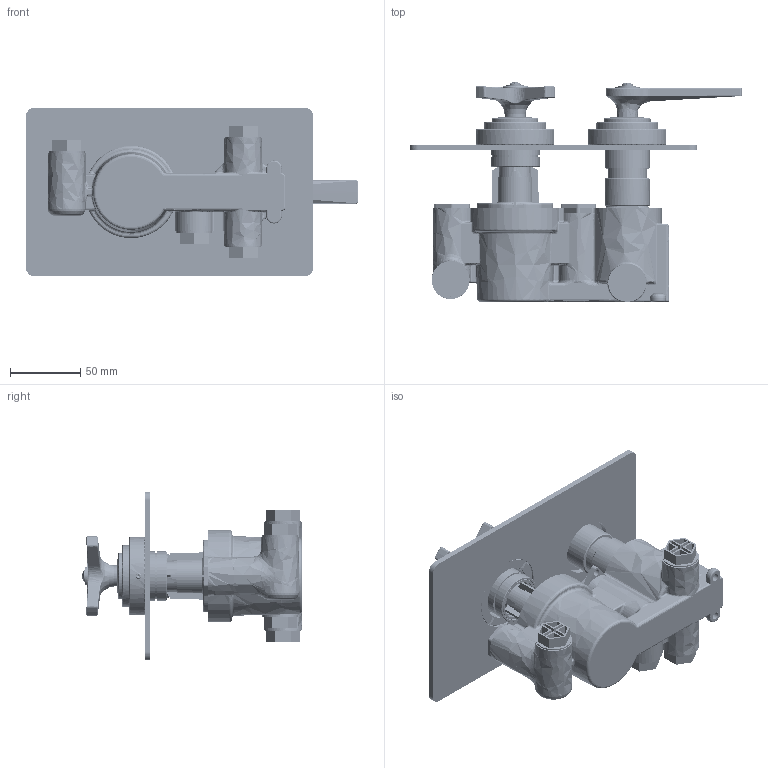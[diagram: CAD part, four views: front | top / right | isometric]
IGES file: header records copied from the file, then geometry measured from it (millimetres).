
Global section: file name: V711-TLF; native system: Autodesk Inventor 2018; preprocessor: unknown; author: adaniels; date: 20171003.111921; units: millimetre
Bounding box: 236.89 x 156.73 x 120 mm (x, y, z)
Volume: 549654.2 mm3; surface area: 323823.4 mm2
Topology: 64 solids, 69 shells, 3268 faces, 8798 edges, 5813 vertices
Faces by surface type: bspline 3268
